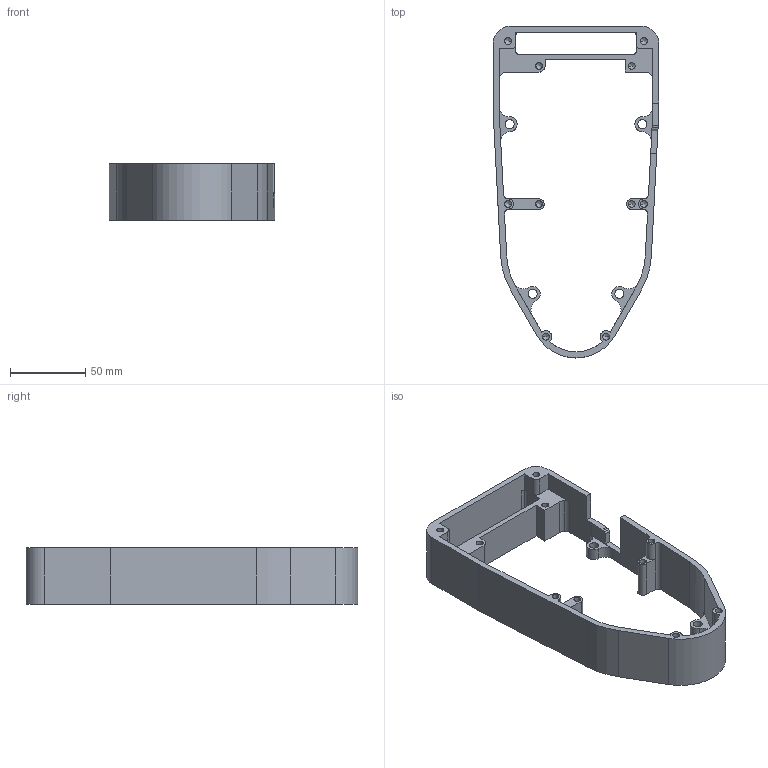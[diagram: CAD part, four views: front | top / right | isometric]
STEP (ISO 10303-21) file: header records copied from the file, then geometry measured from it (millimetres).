
FILE_DESCRIPTION (( 'STEP AP203' ), '1' );
FILE_NAME ('EduExo_Sidewall_v5.STEP', '2023-07-22T17:02:47', ( '' ), ( '' ), 'SwSTEP 2.0', 'SolidWorks 2020', '' );
FILE_SCHEMA (( 'CONFIG_CONTROL_DESIGN' ));
Length unit declared in the file: millimetre
Products named in the file (1): EduExo_Sidewall_v5
Bounding box: 110 x 220 x 37.5 mm (x, y, z)
Volume: 122300.9 mm3; surface area: 57666.6 mm2
Topology: 1 solids, 1 shells, 149 faces, 423 edges, 264 vertices
Faces by surface type: cylinder 79, plane 50, cone 20
Entity records: 4826 total; most frequent: DIRECTION 859, CARTESIAN_POINT 829, ORIENTED_EDGE 806, EDGE_CURVE 403, AXIS2_PLACEMENT_3D 310, VERTEX_POINT 264, VECTOR 239, LINE 239
